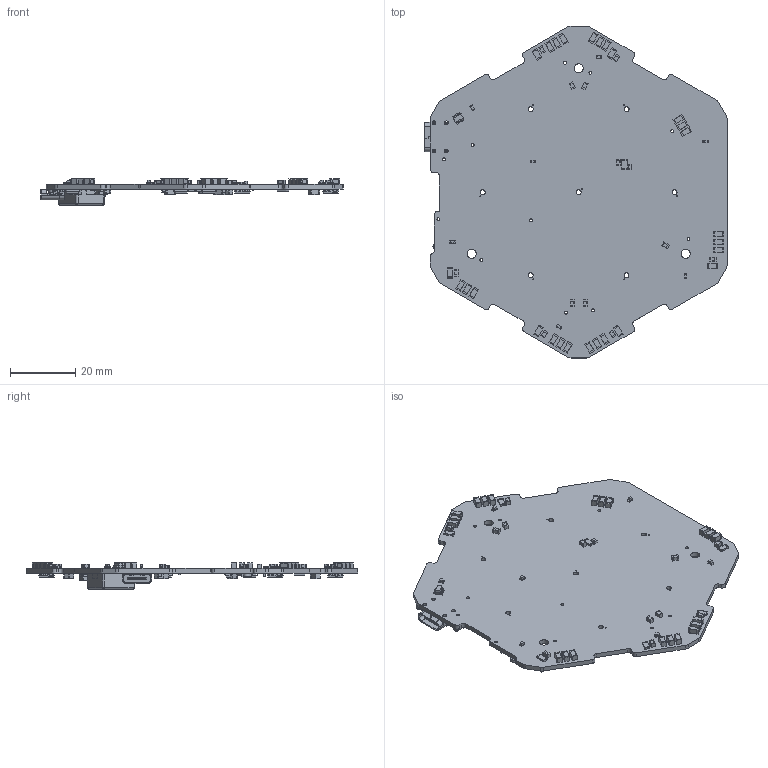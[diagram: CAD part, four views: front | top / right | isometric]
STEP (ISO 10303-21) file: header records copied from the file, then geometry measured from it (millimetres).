
FILE_DESCRIPTION(('KiCad electronic assembly'),'2;1');
FILE_NAME('main.step','2025-10-02T12:13:31',('Pcbnew'),('Kicad'), 'Open CASCADE STEP processor 7.8','KiCad to STEP converter','Unknown' );
FILE_SCHEMA(('AUTOMOTIVE_DESIGN { 1 0 10303 214 1 1 1 1 }'));
Length unit declared in the file: millimetre
Products named in the file (18): main 1; LED_0603_1608Metric; C_1206_3216Metric; R_1206_3216Metric; C_0805_2012Metric; C_0603_1608Metric; SOT-23-6; R_0402_1005Metric; HSOP-8-1EP_3.9x4.9mm_P1.27mm_EP2.41x3.1mm; C_0402_1005Metric; Fuse_1206_3216Metric; SK68XX-EC3210F v5; TYPE-C-31-M-17; SOT-23; L_Sunlord_MWSA1005S; main 1.92.1; D_SMA; main_PCB
Assembly tree (109 placements, depth 3):
  main 1
    LED_0603_1608Metric  x7
    C_1206_3216Metric  x30
    R_1206_3216Metric  x7
    C_0805_2012Metric  x14
    C_0603_1608Metric  x8
    SOT-23-6
    R_0402_1005Metric  x20
    HSOP-8-1EP_3.9x4.9mm_P1.27mm_EP2.41x3.1mm  x7
    C_0402_1005Metric
    Fuse_1206_3216Metric  x7
    SK68XX-EC3210F v5
    TYPE-C-31-M-17
    SOT-23
    L_Sunlord_MWSA1005S
      main 1.92.1
    D_SMA
    main_PCB
Bounding box: 92.91 x 102.09 x 8.08 mm (x, y, z)
Volume: 11164.2 mm3; surface area: 17449.3 mm2
Topology: 118 solids, 118 shells, 4592 faces, 11898 edges, 7652 vertices
Faces by surface type: plane 2845, cylinder 1424, bspline 291, sphere 20, torus 8, cone 4
Full cylindrical faces by diameter (mm): 0.2 x7, 0.3 x7, 0.9 x11, 1.2 x4, 1.5 x7, 2.8 x3
Entity records: 40149 total; most frequent: CARTESIAN_POINT 6595, ORIENTED_EDGE 5908, DIRECTION 5830, EDGE_CURVE 2954, LINE 2128, VECTOR 2128, VERTEX_POINT 1872, AXIS2_PLACEMENT_3D 1851
